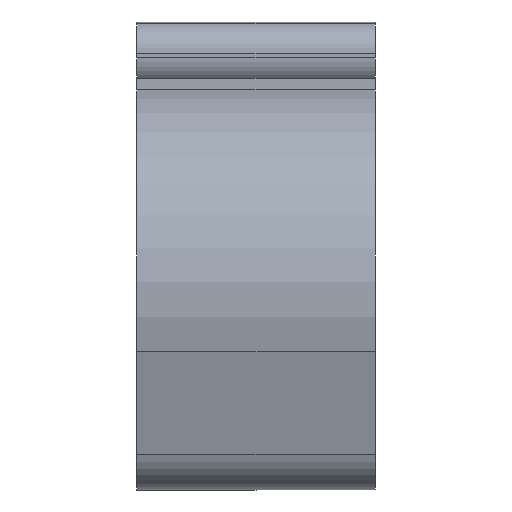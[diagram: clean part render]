
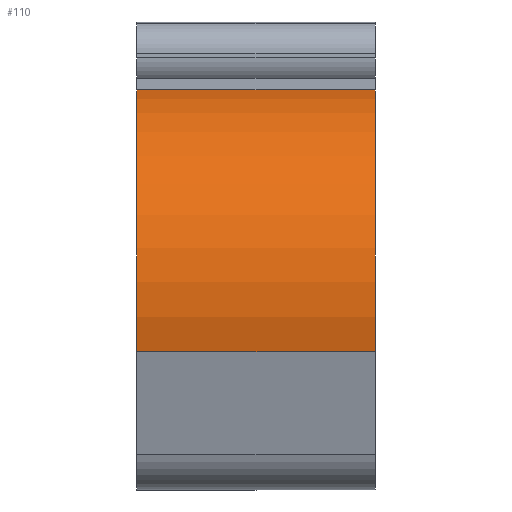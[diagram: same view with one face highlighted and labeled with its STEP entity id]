
A CAD part, left-side view. The second image highlights one B-rep face of the part: STEP entity #110.
In plain terms, the highlighted cylindrical face has radius 10.6 mm (diameter 21.2 mm), a partial arc.
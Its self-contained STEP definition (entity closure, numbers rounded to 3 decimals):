
#83=AXIS2_PLACEMENT_3D('Cylinder Axis2P3D',#80,#81,#82) ;
#87=AXIS2_PLACEMENT_3D('Circle Axis2P3D',#85,#86,$) ;
#101=AXIS2_PLACEMENT_3D('Circle Axis2P3D',#99,#100,$) ;
#50=CARTESIAN_POINT('Vertex',(8.792,12.,20.164)) ;
#53=CARTESIAN_POINT('Line Origine',(8.792,6.,20.164)) ;
#57=CARTESIAN_POINT('Vertex',(8.792,0.,20.164)) ;
#80=CARTESIAN_POINT('Axis2P3D Location',(10.6,6.,9.72)) ;
#85=CARTESIAN_POINT('Axis2P3D Location',(10.6,12.,9.72)) ;
#89=CARTESIAN_POINT('Vertex',(0.361,12.,6.976)) ;
#92=CARTESIAN_POINT('Line Origine',(0.361,6.,6.976)) ;
#96=CARTESIAN_POINT('Vertex',(0.361,0.,6.976)) ;
#99=CARTESIAN_POINT('Axis2P3D Location',(10.6,0.,9.72)) ;
#54=DIRECTION('Vector Direction',(0.,-1.,0.)) ;
#81=DIRECTION('Axis2P3D Direction',(0.,-1.,0.)) ;
#82=DIRECTION('Axis2P3D XDirection',(-0.171,0.,0.985)) ;
#86=DIRECTION('Axis2P3D Direction',(0.,-1.,0.)) ;
#93=DIRECTION('Vector Direction',(0.,-1.,0.)) ;
#100=DIRECTION('Axis2P3D Direction',(0.,-1.,0.)) ;
#55=VECTOR('Line Direction',#54,1.) ;
#94=VECTOR('Line Direction',#93,1.) ;
#105=ORIENTED_EDGE('',*,*,#59,.F.) ;
#106=ORIENTED_EDGE('',*,*,#91,.T.) ;
#107=ORIENTED_EDGE('',*,*,#98,.T.) ;
#108=ORIENTED_EDGE('',*,*,#103,.F.) ;
#110=ADVANCED_FACE('S4M - gedreht',(#109),#84,.T.) ;
#88=CIRCLE('generated circle',#87,10.6) ;
#102=CIRCLE('generated circle',#101,10.6) ;
#84=CYLINDRICAL_SURFACE('generated cylinder',#83,10.6) ;
#59=EDGE_CURVE('',#51,#58,#56,.T.) ;
#91=EDGE_CURVE('',#51,#90,#88,.T.) ;
#98=EDGE_CURVE('',#90,#97,#95,.T.) ;
#103=EDGE_CURVE('',#58,#97,#102,.T.) ;
#104=EDGE_LOOP('',(#105,#106,#107,#108)) ;
#109=FACE_OUTER_BOUND('',#104,.T.) ;
#56=LINE('Line',#53,#55) ;
#95=LINE('Line',#92,#94) ;
#51=VERTEX_POINT('',#50) ;
#58=VERTEX_POINT('',#57) ;
#90=VERTEX_POINT('',#89) ;
#97=VERTEX_POINT('',#96) ;
